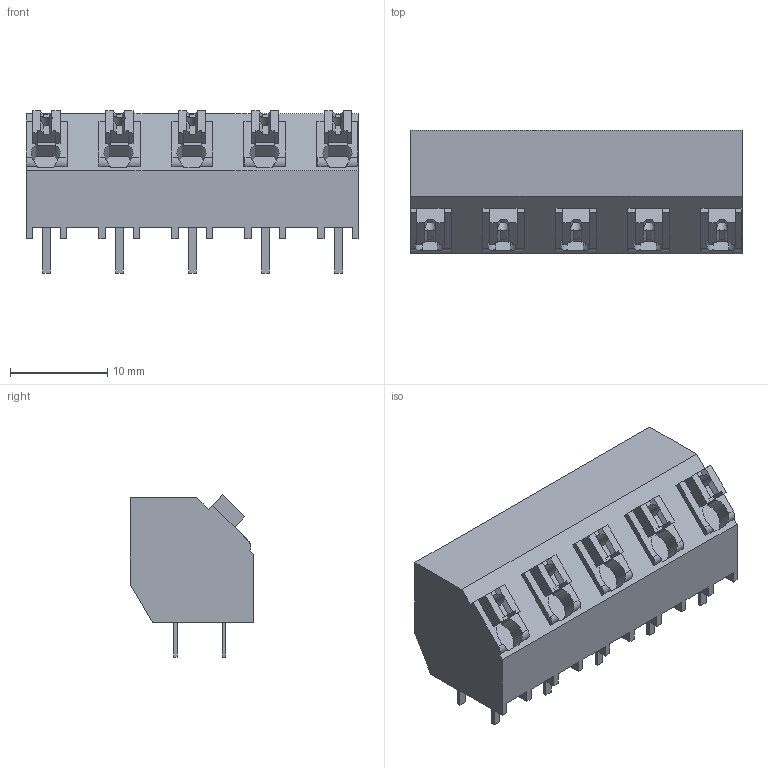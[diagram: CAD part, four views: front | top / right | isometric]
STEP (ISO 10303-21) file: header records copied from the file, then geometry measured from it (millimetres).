
FILE_DESCRIPTION(('CATIA V5 STEP Exchange','CAx-IF Rec.Pracs.--- Model Styling and Organization---1.2---2011-12-15'),'2;1');
FILE_NAME ('D1458549_0_1886140000_1886140000.stp','2018-03-20T14:23:15+00:00',('none'),('Weidmueller'),'CATIA Version 5-6 Release 2014','CATIA V5 STEP AP214','none');
FILE_SCHEMA(('AUTOMOTIVE_DESIGN { 1 0 10303 214 1 1 1 1 }'));
Length unit declared in the file: millimetre
Products named in the file (1): 1886140000
Bounding box: 34.13 x 12.7 x 16.66 mm (x, y, z)
Volume: 3783.5 mm3; surface area: 3379.5 mm2
Topology: 16 solids, 16 shells, 388 faces, 1087 edges, 738 vertices
Faces by surface type: plane 349, cylinder 39
Entity records: 11576 total; most frequent: CARTESIAN_POINT 2244, ORIENTED_EDGE 2174, DIRECTION 1480, EDGE_CURVE 1087, VECTOR 968, LINE 968, VERTEX_POINT 738, EDGE_LOOP 405
